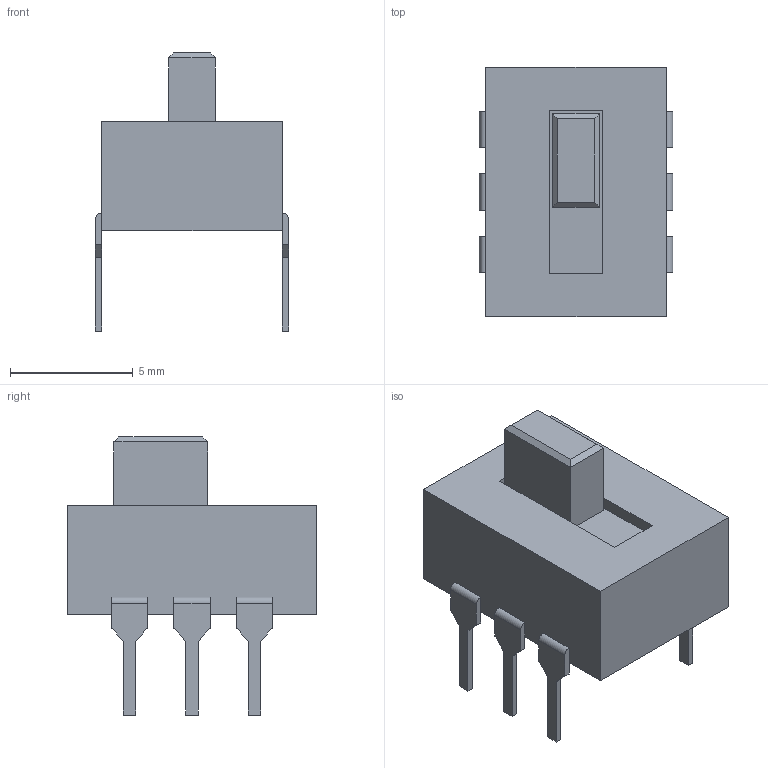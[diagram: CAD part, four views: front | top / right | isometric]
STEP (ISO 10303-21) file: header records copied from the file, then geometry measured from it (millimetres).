
FILE_DESCRIPTION((''),'2;1');
FILE_NAME('SW_TYCO_1825010-1.stp','2009-01-08T18:22:49',(''),(''),'Mechanical Desktop 2009','Mechanical Desktop 2009',', , ');
FILE_SCHEMA(('AUTOMOTIVE_DESIGN { 1 2 10303 214 1 1 1 1 }'));
Length unit declared in the file: millimetre
Products named in the file (1): Product
Bounding box: 7.86 x 10.16 x 11.31 mm (x, y, z)
Volume: 355.1 mm3; surface area: 429.2 mm2
Topology: 8 solids, 8 shells, 93 faces, 224 edges, 148 vertices
Faces by surface type: bspline 48, plane 42, cylinder 3
Entity records: 2749 total; most frequent: CARTESIAN_POINT 652, ORIENTED_EDGE 448, DIRECTION 328, EDGE_CURVE 224, VECTOR 212, LINE 212, VERTEX_POINT 148, EDGE_LOOP 94
